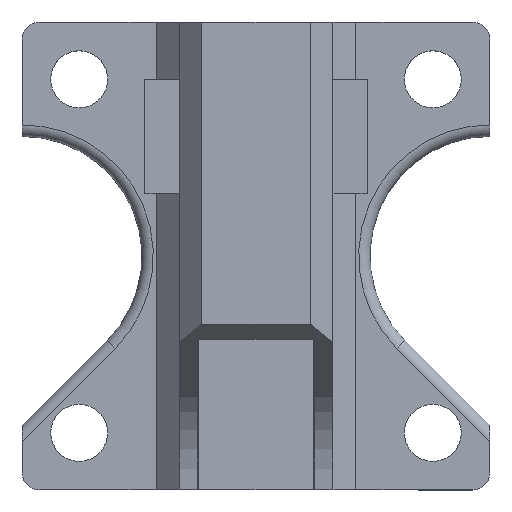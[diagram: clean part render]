
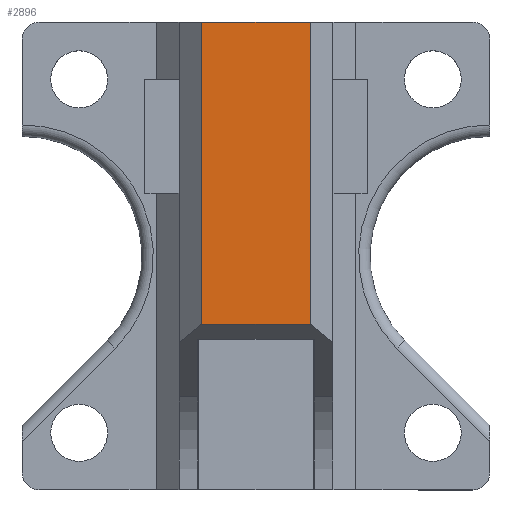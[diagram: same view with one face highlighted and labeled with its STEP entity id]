
A CAD part, top view. The second image highlights one B-rep face of the part: STEP entity #2896.
In plain terms, the highlighted planar face has unit normal (0, 0, 1).
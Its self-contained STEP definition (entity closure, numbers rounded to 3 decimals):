
#44 = PLANE('',#45);
#45 = AXIS2_PLACEMENT_3D('',#46,#47,#48);
#46 = CARTESIAN_POINT('',(41.,82.,14.297));
#47 = DIRECTION('',(0.,1.,0.));
#48 = DIRECTION('',(0.,0.,1.));
#525 = VERTEX_POINT('',#526);
#526 = CARTESIAN_POINT('',(31.5,82.,40.));
#540 = PLANE('',#541);
#541 = AXIS2_PLACEMENT_3D('',#542,#543,#544);
#542 = CARTESIAN_POINT('',(29.5,29.034,38.));
#543 = DIRECTION('',(-0.707,0.,0.707));
#544 = DIRECTION('',(-0.,-1.,-0.));
#552 = EDGE_CURVE('',#525,#553,#555,.T.);
#553 = VERTEX_POINT('',#554);
#554 = CARTESIAN_POINT('',(50.5,82.,40.));
#555 = SURFACE_CURVE('',#556,(#560,#567),.PCURVE_S1.);
#556 = LINE('',#557,#558);
#557 = CARTESIAN_POINT('',(27.5,82.,40.));
#558 = VECTOR('',#559,1.);
#559 = DIRECTION('',(1.,0.,0.));
#560 = PCURVE('',#44,#561);
#561 = DEFINITIONAL_REPRESENTATION('',(#562),#566);
#562 = LINE('',#563,#564);
#563 = CARTESIAN_POINT('',(25.703,-13.5));
#564 = VECTOR('',#565,1.);
#565 = DIRECTION('',(0.,1.));
#566 = ( GEOMETRIC_REPRESENTATION_CONTEXT(2) 
PARAMETRIC_REPRESENTATION_CONTEXT() REPRESENTATION_CONTEXT('2D SPACE',''
  ) );
#567 = PCURVE('',#568,#573);
#568 = PLANE('',#569);
#569 = AXIS2_PLACEMENT_3D('',#570,#571,#572);
#570 = CARTESIAN_POINT('',(27.5,0.,40.));
#571 = DIRECTION('',(0.,0.,1.));
#572 = DIRECTION('',(1.,0.,0.));
#573 = DEFINITIONAL_REPRESENTATION('',(#574),#578);
#574 = LINE('',#575,#576);
#575 = CARTESIAN_POINT('',(0.,82.));
#576 = VECTOR('',#577,1.);
#577 = DIRECTION('',(1.,0.));
#578 = ( GEOMETRIC_REPRESENTATION_CONTEXT(2) 
PARAMETRIC_REPRESENTATION_CONTEXT() REPRESENTATION_CONTEXT('2D SPACE',''
  ) );
#596 = PLANE('',#597);
#597 = AXIS2_PLACEMENT_3D('',#598,#599,#600);
#598 = CARTESIAN_POINT('',(52.5,29.034,38.));
#599 = DIRECTION('',(0.707,0.,0.707));
#600 = DIRECTION('',(0.,1.,0.));
#2197 = PLANE('',#2198);
#2198 = AXIS2_PLACEMENT_3D('',#2199,#2200,#2201);
#2199 = CARTESIAN_POINT('',(0.,29.034,40.));
#2200 = DIRECTION('',(0.,0.778,-0.629)
  );
#2201 = DIRECTION('',(0.,-0.629,
    -0.778));
#2798 = VERTEX_POINT('',#2799);
#2799 = CARTESIAN_POINT('',(31.5,29.034,40.));
#2822 = EDGE_CURVE('',#2798,#525,#2823,.T.);
#2823 = SURFACE_CURVE('',#2824,(#2828,#2835),.PCURVE_S1.);
#2824 = LINE('',#2825,#2826);
#2825 = CARTESIAN_POINT('',(31.5,29.034,40.));
#2826 = VECTOR('',#2827,1.);
#2827 = DIRECTION('',(0.,1.,0.));
#2828 = PCURVE('',#540,#2829);
#2829 = DEFINITIONAL_REPRESENTATION('',(#2830),#2834);
#2830 = LINE('',#2831,#2832);
#2831 = CARTESIAN_POINT('',(-0.,2.828));
#2832 = VECTOR('',#2833,1.);
#2833 = DIRECTION('',(-1.,0.));
#2834 = ( GEOMETRIC_REPRESENTATION_CONTEXT(2) 
PARAMETRIC_REPRESENTATION_CONTEXT() REPRESENTATION_CONTEXT('2D SPACE',''
  ) );
#2835 = PCURVE('',#568,#2836);
#2836 = DEFINITIONAL_REPRESENTATION('',(#2837),#2841);
#2837 = LINE('',#2838,#2839);
#2838 = CARTESIAN_POINT('',(4.,29.034));
#2839 = VECTOR('',#2840,1.);
#2840 = DIRECTION('',(0.,1.));
#2841 = ( GEOMETRIC_REPRESENTATION_CONTEXT(2) 
PARAMETRIC_REPRESENTATION_CONTEXT() REPRESENTATION_CONTEXT('2D SPACE',''
  ) );
#2896 = ADVANCED_FACE('',(#2897),#568,.T.);
#2897 = FACE_BOUND('',#2898,.T.);
#2898 = EDGE_LOOP('',(#2899,#2900,#2901,#2924));
#2899 = ORIENTED_EDGE('',*,*,#552,.F.);
#2900 = ORIENTED_EDGE('',*,*,#2822,.F.);
#2901 = ORIENTED_EDGE('',*,*,#2902,.T.);
#2902 = EDGE_CURVE('',#2798,#2903,#2905,.T.);
#2903 = VERTEX_POINT('',#2904);
#2904 = CARTESIAN_POINT('',(50.5,29.034,40.));
#2905 = SURFACE_CURVE('',#2906,(#2910,#2917),.PCURVE_S1.);
#2906 = LINE('',#2907,#2908);
#2907 = CARTESIAN_POINT('',(0.,29.034,40.));
#2908 = VECTOR('',#2909,1.);
#2909 = DIRECTION('',(1.,0.,0.));
#2910 = PCURVE('',#568,#2911);
#2911 = DEFINITIONAL_REPRESENTATION('',(#2912),#2916);
#2912 = LINE('',#2913,#2914);
#2913 = CARTESIAN_POINT('',(-27.5,29.034));
#2914 = VECTOR('',#2915,1.);
#2915 = DIRECTION('',(1.,0.));
#2916 = ( GEOMETRIC_REPRESENTATION_CONTEXT(2) 
PARAMETRIC_REPRESENTATION_CONTEXT() REPRESENTATION_CONTEXT('2D SPACE',''
  ) );
#2917 = PCURVE('',#2197,#2918);
#2918 = DEFINITIONAL_REPRESENTATION('',(#2919),#2923);
#2919 = LINE('',#2920,#2921);
#2920 = CARTESIAN_POINT('',(0.,0.));
#2921 = VECTOR('',#2922,1.);
#2922 = DIRECTION('',(0.,-1.));
#2923 = ( GEOMETRIC_REPRESENTATION_CONTEXT(2) 
PARAMETRIC_REPRESENTATION_CONTEXT() REPRESENTATION_CONTEXT('2D SPACE',''
  ) );
#2924 = ORIENTED_EDGE('',*,*,#2925,.T.);
#2925 = EDGE_CURVE('',#2903,#553,#2926,.T.);
#2926 = SURFACE_CURVE('',#2927,(#2931,#2938),.PCURVE_S1.);
#2927 = LINE('',#2928,#2929);
#2928 = CARTESIAN_POINT('',(50.5,29.034,40.));
#2929 = VECTOR('',#2930,1.);
#2930 = DIRECTION('',(0.,1.,0.));
#2931 = PCURVE('',#568,#2932);
#2932 = DEFINITIONAL_REPRESENTATION('',(#2933),#2937);
#2933 = LINE('',#2934,#2935);
#2934 = CARTESIAN_POINT('',(23.,29.034));
#2935 = VECTOR('',#2936,1.);
#2936 = DIRECTION('',(0.,1.));
#2937 = ( GEOMETRIC_REPRESENTATION_CONTEXT(2) 
PARAMETRIC_REPRESENTATION_CONTEXT() REPRESENTATION_CONTEXT('2D SPACE',''
  ) );
#2938 = PCURVE('',#596,#2939);
#2939 = DEFINITIONAL_REPRESENTATION('',(#2940),#2944);
#2940 = LINE('',#2941,#2942);
#2941 = CARTESIAN_POINT('',(0.,2.828));
#2942 = VECTOR('',#2943,1.);
#2943 = DIRECTION('',(1.,0.));
#2944 = ( GEOMETRIC_REPRESENTATION_CONTEXT(2) 
PARAMETRIC_REPRESENTATION_CONTEXT() REPRESENTATION_CONTEXT('2D SPACE',''
  ) );
